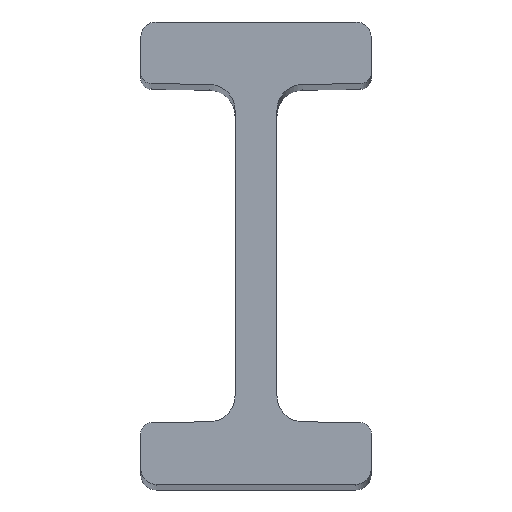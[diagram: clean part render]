
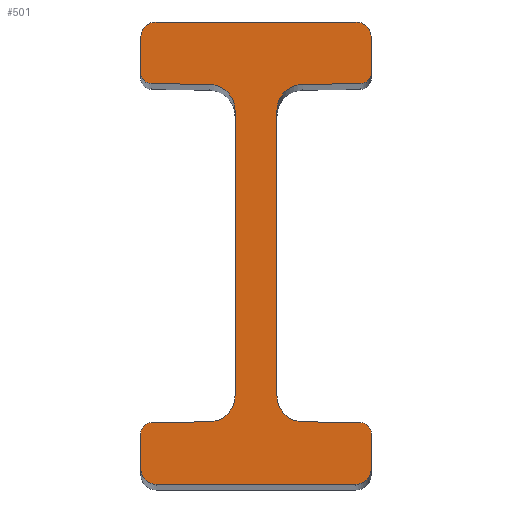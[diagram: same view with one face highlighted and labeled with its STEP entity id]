
A CAD part, top view. The second image highlights one B-rep face of the part: STEP entity #501.
In plain terms, the highlighted planar face has unit normal (0, 0, 1).
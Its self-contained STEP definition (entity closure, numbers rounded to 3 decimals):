
#16=CIRCLE('',#520,7.9);
#18=CIRCLE('',#524,7.9);
#20=CIRCLE('',#528,3.2);
#22=CIRCLE('',#532,4.7);
#24=CIRCLE('',#536,4.7);
#26=CIRCLE('',#540,3.2);
#28=CIRCLE('',#544,7.9);
#30=CIRCLE('',#548,7.9);
#32=CIRCLE('',#552,3.2);
#34=CIRCLE('',#556,4.7);
#36=CIRCLE('',#560,4.7);
#38=CIRCLE('',#564,3.2);
#75=FACE_OUTER_BOUND('',#101,.T.);
#101=EDGE_LOOP('',(#415,#416,#417,#418,#419,#420,#421,#422,#423,#424,#425,
#426,#427,#428,#429,#430,#431,#432,#433,#434,#435,#436,#437,#438));
#105=LINE('',#725,#153);
#109=LINE('',#737,#157);
#113=LINE('',#749,#161);
#117=LINE('',#761,#165);
#121=LINE('',#773,#169);
#125=LINE('',#785,#173);
#129=LINE('',#797,#177);
#133=LINE('',#809,#181);
#137=LINE('',#821,#185);
#141=LINE('',#833,#189);
#145=LINE('',#845,#193);
#149=LINE('',#857,#197);
#153=VECTOR('',#573,10.);
#157=VECTOR('',#585,10.);
#161=VECTOR('',#597,10.);
#165=VECTOR('',#609,10.);
#169=VECTOR('',#621,10.);
#173=VECTOR('',#633,10.);
#177=VECTOR('',#645,10.);
#181=VECTOR('',#657,10.);
#185=VECTOR('',#669,10.);
#189=VECTOR('',#681,10.);
#193=VECTOR('',#693,10.);
#197=VECTOR('',#705,10.);
#201=VERTEX_POINT('',#722);
#202=VERTEX_POINT('',#724);
#204=VERTEX_POINT('',#730);
#206=VERTEX_POINT('',#736);
#208=VERTEX_POINT('',#742);
#210=VERTEX_POINT('',#748);
#212=VERTEX_POINT('',#754);
#214=VERTEX_POINT('',#760);
#216=VERTEX_POINT('',#766);
#218=VERTEX_POINT('',#772);
#220=VERTEX_POINT('',#778);
#222=VERTEX_POINT('',#784);
#224=VERTEX_POINT('',#790);
#226=VERTEX_POINT('',#796);
#228=VERTEX_POINT('',#802);
#230=VERTEX_POINT('',#808);
#232=VERTEX_POINT('',#814);
#234=VERTEX_POINT('',#820);
#236=VERTEX_POINT('',#826);
#238=VERTEX_POINT('',#832);
#240=VERTEX_POINT('',#838);
#242=VERTEX_POINT('',#844);
#244=VERTEX_POINT('',#850);
#246=VERTEX_POINT('',#856);
#249=EDGE_CURVE('',#202,#201,#105,.T.);
#252=EDGE_CURVE('',#204,#202,#16,.T.);
#255=EDGE_CURVE('',#206,#204,#109,.T.);
#258=EDGE_CURVE('',#208,#206,#18,.T.);
#261=EDGE_CURVE('',#210,#208,#113,.T.);
#264=EDGE_CURVE('',#212,#210,#20,.T.);
#267=EDGE_CURVE('',#214,#212,#117,.T.);
#270=EDGE_CURVE('',#216,#214,#22,.T.);
#273=EDGE_CURVE('',#218,#216,#121,.T.);
#276=EDGE_CURVE('',#220,#218,#24,.T.);
#279=EDGE_CURVE('',#222,#220,#125,.T.);
#282=EDGE_CURVE('',#224,#222,#26,.T.);
#285=EDGE_CURVE('',#226,#224,#129,.T.);
#288=EDGE_CURVE('',#228,#226,#28,.T.);
#291=EDGE_CURVE('',#230,#228,#133,.T.);
#294=EDGE_CURVE('',#232,#230,#30,.T.);
#297=EDGE_CURVE('',#234,#232,#137,.T.);
#300=EDGE_CURVE('',#236,#234,#32,.T.);
#303=EDGE_CURVE('',#238,#236,#141,.T.);
#306=EDGE_CURVE('',#240,#238,#34,.T.);
#309=EDGE_CURVE('',#242,#240,#145,.T.);
#312=EDGE_CURVE('',#244,#242,#36,.T.);
#315=EDGE_CURVE('',#246,#244,#149,.T.);
#318=EDGE_CURVE('',#201,#246,#38,.T.);
#415=ORIENTED_EDGE('',*,*,#318,.T.);
#416=ORIENTED_EDGE('',*,*,#315,.T.);
#417=ORIENTED_EDGE('',*,*,#312,.T.);
#418=ORIENTED_EDGE('',*,*,#309,.T.);
#419=ORIENTED_EDGE('',*,*,#306,.T.);
#420=ORIENTED_EDGE('',*,*,#303,.T.);
#421=ORIENTED_EDGE('',*,*,#300,.T.);
#422=ORIENTED_EDGE('',*,*,#297,.T.);
#423=ORIENTED_EDGE('',*,*,#294,.T.);
#424=ORIENTED_EDGE('',*,*,#291,.T.);
#425=ORIENTED_EDGE('',*,*,#288,.T.);
#426=ORIENTED_EDGE('',*,*,#285,.T.);
#427=ORIENTED_EDGE('',*,*,#282,.T.);
#428=ORIENTED_EDGE('',*,*,#279,.T.);
#429=ORIENTED_EDGE('',*,*,#276,.T.);
#430=ORIENTED_EDGE('',*,*,#273,.T.);
#431=ORIENTED_EDGE('',*,*,#270,.T.);
#432=ORIENTED_EDGE('',*,*,#267,.T.);
#433=ORIENTED_EDGE('',*,*,#264,.T.);
#434=ORIENTED_EDGE('',*,*,#261,.T.);
#435=ORIENTED_EDGE('',*,*,#258,.T.);
#436=ORIENTED_EDGE('',*,*,#255,.T.);
#437=ORIENTED_EDGE('',*,*,#252,.T.);
#438=ORIENTED_EDGE('',*,*,#249,.T.);
#475=PLANE('',#565);
#501=ADVANCED_FACE('',(#75),#475,.T.);
#520=AXIS2_PLACEMENT_3D('',#731,#579,#580);
#524=AXIS2_PLACEMENT_3D('',#743,#591,#592);
#528=AXIS2_PLACEMENT_3D('',#755,#603,#604);
#532=AXIS2_PLACEMENT_3D('',#767,#615,#616);
#536=AXIS2_PLACEMENT_3D('',#779,#627,#628);
#540=AXIS2_PLACEMENT_3D('',#791,#639,#640);
#544=AXIS2_PLACEMENT_3D('',#803,#651,#652);
#548=AXIS2_PLACEMENT_3D('',#815,#663,#664);
#552=AXIS2_PLACEMENT_3D('',#827,#675,#676);
#556=AXIS2_PLACEMENT_3D('',#839,#687,#688);
#560=AXIS2_PLACEMENT_3D('',#851,#699,#700);
#564=AXIS2_PLACEMENT_3D('',#861,#711,#712);
#565=AXIS2_PLACEMENT_3D('',#862,#713,#714);
#573=DIRECTION('',(1.,0.017,0.));
#579=DIRECTION('center_axis',(0.,0.,-1.));
#580=DIRECTION('ref_axis',(-1.,0.,0.));
#585=DIRECTION('',(0.,1.,0.));
#591=DIRECTION('center_axis',(0.,0.,-1.));
#592=DIRECTION('ref_axis',(-0.017,-1.,0.));
#597=DIRECTION('',(-1.,0.017,0.));
#603=DIRECTION('center_axis',(0.,0.,1.));
#604=DIRECTION('ref_axis',(1.,0.,0.));
#609=DIRECTION('',(0.,1.,0.));
#615=DIRECTION('center_axis',(0.,0.,1.));
#616=DIRECTION('ref_axis',(0.,-1.,0.));
#621=DIRECTION('',(1.,0.,0.));
#627=DIRECTION('center_axis',(0.,0.,1.));
#628=DIRECTION('ref_axis',(-1.,0.,0.));
#633=DIRECTION('',(0.,-1.,0.));
#639=DIRECTION('center_axis',(0.,0.,1.));
#640=DIRECTION('ref_axis',(-0.017,1.,0.));
#645=DIRECTION('',(-1.,-0.017,0.));
#651=DIRECTION('center_axis',(0.,0.,-1.));
#652=DIRECTION('ref_axis',(1.,0.,0.));
#657=DIRECTION('',(0.,-1.,0.));
#663=DIRECTION('center_axis',(0.,0.,-1.));
#664=DIRECTION('ref_axis',(0.017,1.,0.));
#669=DIRECTION('',(1.,-0.017,0.));
#675=DIRECTION('center_axis',(0.,0.,1.));
#676=DIRECTION('ref_axis',(-1.,0.,0.));
#681=DIRECTION('',(0.,-1.,0.));
#687=DIRECTION('center_axis',(0.,0.,1.));
#688=DIRECTION('ref_axis',(0.,1.,0.));
#693=DIRECTION('',(-1.,0.,0.));
#699=DIRECTION('center_axis',(0.,0.,1.));
#700=DIRECTION('ref_axis',(1.,0.,0.));
#705=DIRECTION('',(0.,1.,0.));
#711=DIRECTION('center_axis',(0.,0.,1.));
#712=DIRECTION('ref_axis',(0.017,-1.,0.));
#713=DIRECTION('center_axis',(0.,0.,1.));
#714=DIRECTION('ref_axis',(1.,0.,0.));
#722=CARTESIAN_POINT('',(31.806,51.445,1000.));
#724=CARTESIAN_POINT('',(14.112,51.136,1000.));
#725=CARTESIAN_POINT('',(14.112,51.136,1000.));
#730=CARTESIAN_POINT('',(6.35,43.237,1000.));
#731=CARTESIAN_POINT('Origin',(14.25,43.237,1000.));
#736=CARTESIAN_POINT('',(6.35,-43.237,1000.));
#737=CARTESIAN_POINT('',(6.35,-43.237,1000.));
#742=CARTESIAN_POINT('',(14.112,-51.136,1000.));
#743=CARTESIAN_POINT('Origin',(14.25,-43.237,1000.));
#748=CARTESIAN_POINT('',(31.806,-51.445,1000.));
#749=CARTESIAN_POINT('',(31.806,-51.445,1000.));
#754=CARTESIAN_POINT('',(34.95,-54.644,1000.));
#755=CARTESIAN_POINT('Origin',(31.75,-54.644,1000.));
#760=CARTESIAN_POINT('',(34.95,-65.4,1000.));
#761=CARTESIAN_POINT('',(34.95,-65.4,1000.));
#766=CARTESIAN_POINT('',(30.25,-70.1,1000.));
#767=CARTESIAN_POINT('Origin',(30.25,-65.4,1000.));
#772=CARTESIAN_POINT('',(-30.25,-70.1,1000.));
#773=CARTESIAN_POINT('',(-30.25,-70.1,1000.));
#778=CARTESIAN_POINT('',(-34.95,-65.4,1000.));
#779=CARTESIAN_POINT('Origin',(-30.25,-65.4,1000.));
#784=CARTESIAN_POINT('',(-34.95,-54.644,1000.));
#785=CARTESIAN_POINT('',(-34.95,-54.644,1000.));
#790=CARTESIAN_POINT('',(-31.806,-51.445,1000.));
#791=CARTESIAN_POINT('Origin',(-31.75,-54.644,1000.));
#796=CARTESIAN_POINT('',(-14.112,-51.136,1000.));
#797=CARTESIAN_POINT('',(-14.112,-51.136,1000.));
#802=CARTESIAN_POINT('',(-6.35,-43.237,1000.));
#803=CARTESIAN_POINT('Origin',(-14.25,-43.237,1000.));
#808=CARTESIAN_POINT('',(-6.35,43.237,1000.));
#809=CARTESIAN_POINT('',(-6.35,43.237,1000.));
#814=CARTESIAN_POINT('',(-14.112,51.136,1000.));
#815=CARTESIAN_POINT('Origin',(-14.25,43.237,1000.));
#820=CARTESIAN_POINT('',(-31.806,51.445,1000.));
#821=CARTESIAN_POINT('',(-31.806,51.445,1000.));
#826=CARTESIAN_POINT('',(-34.95,54.644,1000.));
#827=CARTESIAN_POINT('Origin',(-31.75,54.644,1000.));
#832=CARTESIAN_POINT('',(-34.95,65.4,1000.));
#833=CARTESIAN_POINT('',(-34.95,65.4,1000.));
#838=CARTESIAN_POINT('',(-30.25,70.1,1000.));
#839=CARTESIAN_POINT('Origin',(-30.25,65.4,1000.));
#844=CARTESIAN_POINT('',(30.25,70.1,1000.));
#845=CARTESIAN_POINT('',(30.25,70.1,1000.));
#850=CARTESIAN_POINT('',(34.95,65.4,1000.));
#851=CARTESIAN_POINT('Origin',(30.25,65.4,1000.));
#856=CARTESIAN_POINT('',(34.95,54.644,1000.));
#857=CARTESIAN_POINT('',(34.95,54.644,1000.));
#861=CARTESIAN_POINT('Origin',(31.75,54.644,1000.));
#862=CARTESIAN_POINT('Origin',(0.,0.,1000.));
